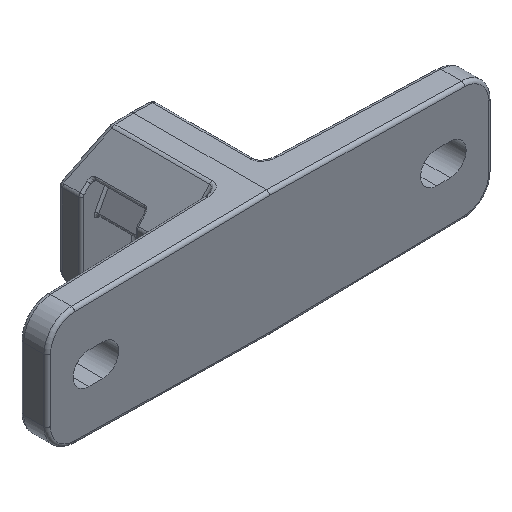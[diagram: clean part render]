
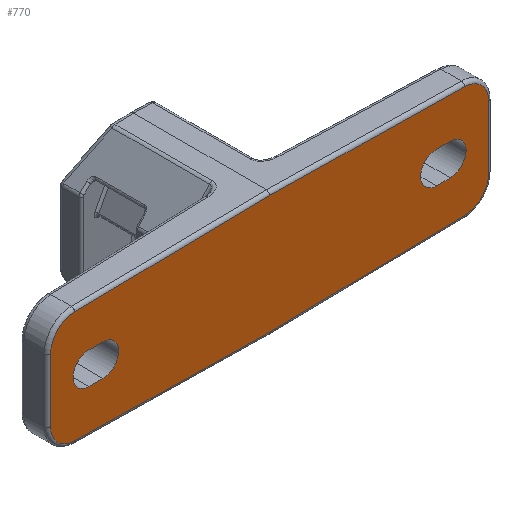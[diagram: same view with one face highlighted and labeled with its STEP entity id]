
A CAD part, isometric view. The second image highlights one B-rep face of the part: STEP entity #770.
In plain terms, the highlighted planar face has unit normal (0, -1, 0).
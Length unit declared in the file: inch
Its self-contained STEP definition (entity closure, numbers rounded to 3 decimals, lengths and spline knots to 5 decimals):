
#79=CARTESIAN_POINT('',(0.,0.,0.03));
#80=VERTEX_POINT('',#79);
#81=CARTESIAN_POINT('',(-1.75384,0.,0.06062));
#82=VERTEX_POINT('',#81);
#83=CARTESIAN_POINT('',(0.,0.,0.03));
#84=DIRECTION('',(-1.,0.,0.017));
#85=VECTOR('',#84,1.75411);
#86=LINE('',#83,#85);
#87=EDGE_CURVE('',#80,#82,#86,.T.);
#121=CARTESIAN_POINT('',(-1.97,0.,0.28058));
#122=VERTEX_POINT('',#121);
#140=CARTESIAN_POINT('',(-1.75,0.0,0.28058));
#141=DIRECTION('',(0.,1.0,0.));
#142=DIRECTION('',(-0.713,0.,-0.701));
#143=AXIS2_PLACEMENT_3D('',#140,#141,#142);
#144=CIRCLE('',#143,0.22);
#145=EDGE_CURVE('',#82,#122,#144,.T.);
#155=CARTESIAN_POINT('',(-1.97,0.0,0.84442));
#156=VERTEX_POINT('',#155);
#173=CARTESIAN_POINT('',(-1.97,0.0,0.28058));
#174=DIRECTION('',(0.0,0.0,1.0));
#175=VECTOR('',#174,0.56383);
#176=LINE('',#173,#175);
#177=EDGE_CURVE('',#122,#156,#176,.T.);
#187=CARTESIAN_POINT('',(-1.75384,0.,1.06438));
#188=VERTEX_POINT('',#187);
#206=CARTESIAN_POINT('',(-1.75,0.0,0.84442));
#207=DIRECTION('',(0.,1.0,0.));
#208=DIRECTION('',(-0.713,0.,0.701));
#209=AXIS2_PLACEMENT_3D('',#206,#207,#208);
#210=CIRCLE('',#209,0.22);
#211=EDGE_CURVE('',#156,#188,#210,.T.);
#230=CARTESIAN_POINT('',(0.,0.,1.095));
#231=VERTEX_POINT('',#230);
#232=CARTESIAN_POINT('',(-1.75384,0.,1.06438));
#233=DIRECTION('',(1.,0.,0.017));
#234=VECTOR('',#233,1.75411);
#235=LINE('',#232,#234);
#236=EDGE_CURVE('',#188,#231,#235,.T.);
#253=CARTESIAN_POINT('',(1.75384,0.,1.06438));
#254=VERTEX_POINT('',#253);
#255=CARTESIAN_POINT('',(0.,0.,1.095));
#256=DIRECTION('',(1.,0.,-0.017));
#257=VECTOR('',#256,1.75411);
#258=LINE('',#255,#257);
#259=EDGE_CURVE('',#231,#254,#258,.T.);
#285=CARTESIAN_POINT('',(1.97,0.,0.84442));
#286=VERTEX_POINT('',#285);
#304=CARTESIAN_POINT('',(1.75,0.0,0.84442));
#305=DIRECTION('',(0.,1.0,0.));
#306=DIRECTION('',(0.713,0.,0.701));
#307=AXIS2_PLACEMENT_3D('',#304,#305,#306);
#308=CIRCLE('',#307,0.22);
#309=EDGE_CURVE('',#254,#286,#308,.T.);
#319=CARTESIAN_POINT('',(1.97,0.0,0.28058));
#320=VERTEX_POINT('',#319);
#337=CARTESIAN_POINT('',(1.97,0.0,0.84442));
#338=DIRECTION('',(0.0,0.0,-1.0));
#339=VECTOR('',#338,0.56383);
#340=LINE('',#337,#339);
#341=EDGE_CURVE('',#286,#320,#340,.T.);
#351=CARTESIAN_POINT('',(1.75384,0.,0.06062));
#352=VERTEX_POINT('',#351);
#370=CARTESIAN_POINT('',(1.75,0.0,0.28058));
#371=DIRECTION('',(0.,1.0,0.));
#372=DIRECTION('',(0.713,0.,-0.701));
#373=AXIS2_PLACEMENT_3D('',#370,#371,#372);
#374=CIRCLE('',#373,0.22);
#375=EDGE_CURVE('',#320,#352,#374,.T.);
#392=CARTESIAN_POINT('',(1.75384,0.,0.06062));
#393=DIRECTION('',(-1.,0.,-0.017));
#394=VECTOR('',#393,1.75411);
#395=LINE('',#392,#394);
#396=EDGE_CURVE('',#352,#80,#395,.T.);
#681=CARTESIAN_POINT('',(0.0,0.0,0.0));
#682=DIRECTION('',(0.0,-1.0,0.0));
#683=DIRECTION('',(1.0,0.0,0.0));
#684=AXIS2_PLACEMENT_3D('',#681,#682,#683);
#685=PLANE('',#684);
#686=ORIENTED_EDGE('',*,*,#87,.F.);
#687=ORIENTED_EDGE('',*,*,#396,.F.);
#688=ORIENTED_EDGE('',*,*,#375,.F.);
#689=ORIENTED_EDGE('',*,*,#341,.F.);
#690=ORIENTED_EDGE('',*,*,#309,.F.);
#691=ORIENTED_EDGE('',*,*,#259,.F.);
#692=ORIENTED_EDGE('',*,*,#236,.F.);
#693=ORIENTED_EDGE('',*,*,#211,.F.);
#694=ORIENTED_EDGE('',*,*,#177,.F.);
#695=ORIENTED_EDGE('',*,*,#145,.F.);
#696=EDGE_LOOP('',(#686,#687,#688,#689,#690,#691,#692,#693,#694,#695));
#697=FACE_OUTER_BOUND('',#696,.T.);
#698=CARTESIAN_POINT('',(1.625,0.,0.705));
#699=VERTEX_POINT('',#698);
#700=CARTESIAN_POINT('',(1.625,0.,0.42));
#701=VERTEX_POINT('',#700);
#702=CARTESIAN_POINT('',(1.625,0.0,0.5625));
#703=DIRECTION('',(0.0,1.0,0.0));
#704=DIRECTION('',(0.0,0.0,-1.0));
#705=AXIS2_PLACEMENT_3D('',#702,#703,#704);
#706=CIRCLE('',#705,0.1425);
#707=EDGE_CURVE('',#699,#701,#706,.T.);
#708=ORIENTED_EDGE('',*,*,#707,.T.);
#709=CARTESIAN_POINT('',(1.5,0.,0.42));
#710=VERTEX_POINT('',#709);
#711=CARTESIAN_POINT('',(1.625,0.,0.42));
#712=DIRECTION('',(-1.0,0.0,0.0));
#713=VECTOR('',#712,0.125);
#714=LINE('',#711,#713);
#715=EDGE_CURVE('',#701,#710,#714,.T.);
#716=ORIENTED_EDGE('',*,*,#715,.T.);
#717=CARTESIAN_POINT('',(1.5,0.,0.705));
#718=VERTEX_POINT('',#717);
#719=CARTESIAN_POINT('',(1.5,0.0,0.5625));
#720=DIRECTION('',(0.0,1.0,0.0));
#721=DIRECTION('',(0.0,0.0,1.0));
#722=AXIS2_PLACEMENT_3D('',#719,#720,#721);
#723=CIRCLE('',#722,0.1425);
#724=EDGE_CURVE('',#710,#718,#723,.T.);
#725=ORIENTED_EDGE('',*,*,#724,.T.);
#726=CARTESIAN_POINT('',(1.5,0.,0.705));
#727=DIRECTION('',(1.0,0.0,0.0));
#728=VECTOR('',#727,0.125);
#729=LINE('',#726,#728);
#730=EDGE_CURVE('',#718,#699,#729,.T.);
#731=ORIENTED_EDGE('',*,*,#730,.T.);
#732=EDGE_LOOP('',(#708,#716,#725,#731));
#733=FACE_BOUND('',#732,.T.);
#734=CARTESIAN_POINT('',(-1.625,0.,0.42));
#735=VERTEX_POINT('',#734);
#736=CARTESIAN_POINT('',(-1.625,0.,0.705));
#737=VERTEX_POINT('',#736);
#738=CARTESIAN_POINT('',(-1.625,0.,0.5625));
#739=DIRECTION('',(0.0,1.0,0.0));
#740=DIRECTION('',(0.0,0.0,-1.0));
#741=AXIS2_PLACEMENT_3D('',#738,#739,#740);
#742=CIRCLE('',#741,0.1425);
#743=EDGE_CURVE('',#735,#737,#742,.T.);
#744=ORIENTED_EDGE('',*,*,#743,.T.);
#745=CARTESIAN_POINT('',(-1.5,0.,0.705));
#746=VERTEX_POINT('',#745);
#747=CARTESIAN_POINT('',(-1.625,0.,0.705));
#748=DIRECTION('',(1.0,0.0,0.0));
#749=VECTOR('',#748,0.125);
#750=LINE('',#747,#749);
#751=EDGE_CURVE('',#737,#746,#750,.T.);
#752=ORIENTED_EDGE('',*,*,#751,.T.);
#753=CARTESIAN_POINT('',(-1.5,0.,0.42));
#754=VERTEX_POINT('',#753);
#755=CARTESIAN_POINT('',(-1.5,0.,0.5625));
#756=DIRECTION('',(0.0,1.0,0.0));
#757=DIRECTION('',(0.0,0.0,1.0));
#758=AXIS2_PLACEMENT_3D('',#755,#756,#757);
#759=CIRCLE('',#758,0.1425);
#760=EDGE_CURVE('',#746,#754,#759,.T.);
#761=ORIENTED_EDGE('',*,*,#760,.T.);
#762=CARTESIAN_POINT('',(-1.5,0.,0.42));
#763=DIRECTION('',(-1.0,0.0,0.0));
#764=VECTOR('',#763,0.125);
#765=LINE('',#762,#764);
#766=EDGE_CURVE('',#754,#735,#765,.T.);
#767=ORIENTED_EDGE('',*,*,#766,.T.);
#768=EDGE_LOOP('',(#744,#752,#761,#767));
#769=FACE_BOUND('',#768,.T.);
#770=ADVANCED_FACE('',(#697,#733,#769),#685,.T.);
